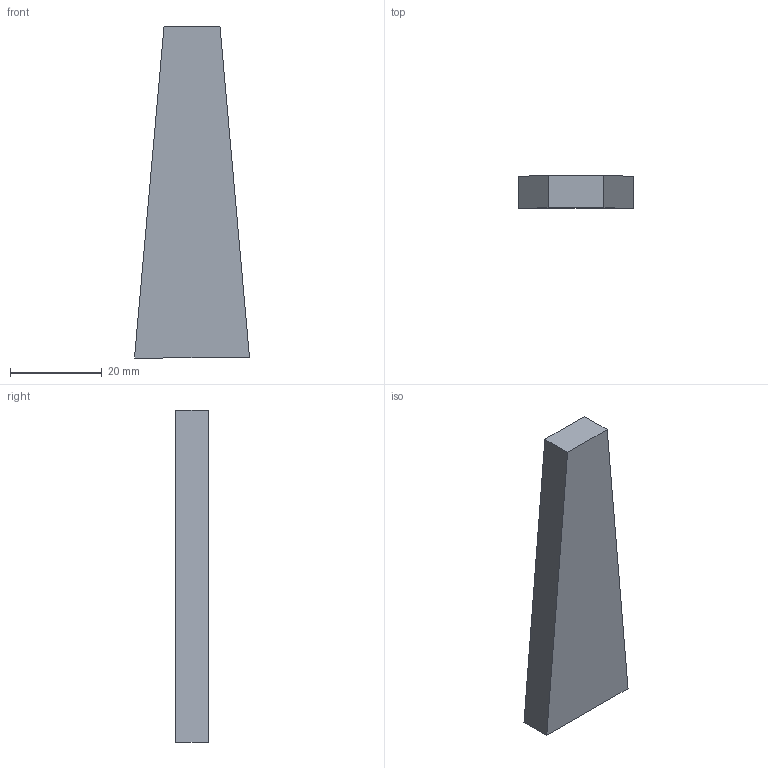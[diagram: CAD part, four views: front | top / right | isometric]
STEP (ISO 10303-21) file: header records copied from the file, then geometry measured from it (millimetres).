
FILE_DESCRIPTION (( 'STEP AP214' ), '1' );
FILE_NAME ('one_finger_gel_mold.STEP', '2025-03-10T22:10:22', ( '' ), ( '' ), 'SwSTEP 2.0', 'SolidWorks 2024', '' );
FILE_SCHEMA (( 'AUTOMOTIVE_DESIGN' ));
Length unit declared in the file: millimetre
Products named in the file (1): one_finger_gel_mold
Bounding box: 25.03 x 7 x 72.27 mm (x, y, z)
Volume: 7152.2 mm3; surface area: 4269.2 mm2
Topology: 1 solids, 1 shells, 14 faces, 33 edges, 22 vertices
Faces by surface type: plane 11, bspline 2, cylinder 1
Entity records: 811 total; most frequent: CARTESIAN_POINT 494, ORIENTED_EDGE 66, DIRECTION 47, EDGE_CURVE 33, VERTEX_POINT 22, VECTOR 21, LINE 21, EDGE_LOOP 15
